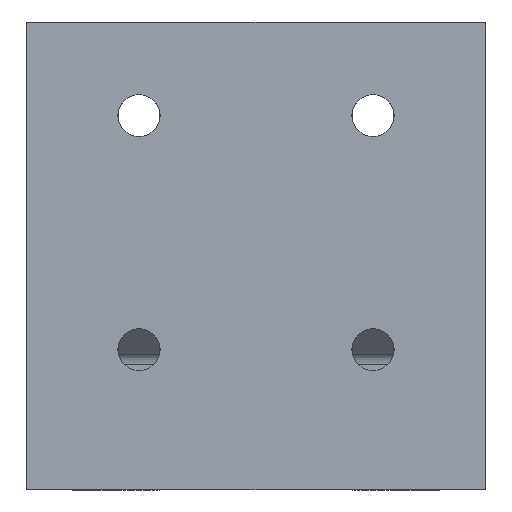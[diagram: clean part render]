
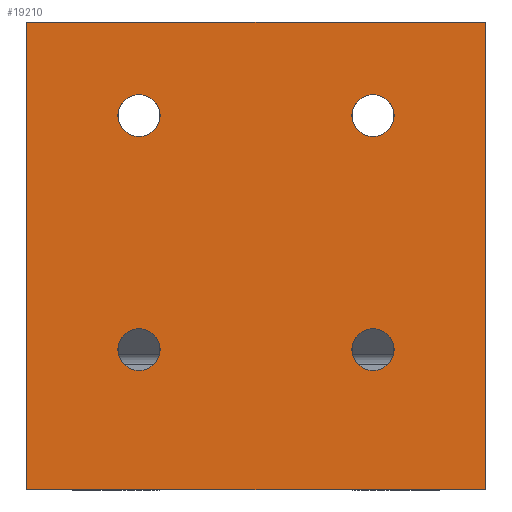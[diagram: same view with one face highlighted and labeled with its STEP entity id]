
A CAD part, front view. The second image highlights one B-rep face of the part: STEP entity #19210.
In plain terms, the highlighted face is planar.
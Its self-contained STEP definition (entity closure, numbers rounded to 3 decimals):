
#120=CARTESIAN_POINT('',(73.,-100.,-90.));
#130=VERTEX_POINT('',#120);
#160=CARTESIAN_POINT('',(0.,-100.,-90.));
#170=DIRECTION('',(-1.,0.,0.));
#180=VECTOR('',#170,1.);
#190=LINE('',#160,#180);
#200=CARTESIAN_POINT('',(-25.,-100.,-90.));
#210=VERTEX_POINT('',#200);
#220=EDGE_CURVE('',#130,#210,#190,.T.);
#1200=CARTESIAN_POINT('',(44.528,-80.5,-90.));
#1210=VERTEX_POINT('',#1200);
#1240=CARTESIAN_POINT('',(49.,-80.,-90.));
#1250=DIRECTION('',(0.,0.,1.));
#1260=DIRECTION('',(1.,0.,0.));
#1270=AXIS2_PLACEMENT_3D('',#1240,#1250,#1260);
#1280=CIRCLE('',#1270,4.5);
#1290=CARTESIAN_POINT('',(53.472,-80.5,-90.));
#1300=VERTEX_POINT('',#1290);
#1310=EDGE_CURVE('',#1210,#1300,#1280,.T.);
#4820=CARTESIAN_POINT('',(44.528,-30.5,-90.));
#4830=VERTEX_POINT('',#4820);
#4860=CARTESIAN_POINT('',(49.,-30.,-90.));
#4870=DIRECTION('',(0.,0.,1.));
#4880=DIRECTION('',(1.,0.,0.));
#4890=AXIS2_PLACEMENT_3D('',#4860,#4870,#4880);
#4900=CIRCLE('',#4890,4.5);
#4910=CARTESIAN_POINT('',(53.472,-30.5,-90.));
#4920=VERTEX_POINT('',#4910);
#4930=EDGE_CURVE('',#4830,#4920,#4900,.T.);
#6510=CARTESIAN_POINT('',(-5.472,-30.5,-90.));
#6520=VERTEX_POINT('',#6510);
#6550=CARTESIAN_POINT('',(-1.,-30.,-90.));
#6560=DIRECTION('',(0.,0.,1.));
#6570=DIRECTION('',(1.,0.,0.));
#6580=AXIS2_PLACEMENT_3D('',#6550,#6560,#6570);
#6590=CIRCLE('',#6580,4.5);
#6600=CARTESIAN_POINT('',(3.472,-30.5,-90.));
#6610=VERTEX_POINT('',#6600);
#6620=EDGE_CURVE('',#6520,#6610,#6590,.T.);
#7920=CARTESIAN_POINT('',(-5.472,-29.5,-90.));
#7930=VERTEX_POINT('',#7920);
#7960=CARTESIAN_POINT('',(-1.,-30.,-90.));
#7970=DIRECTION('',(0.,0.,-1.));
#7980=DIRECTION('',(1.,0.,0.));
#7990=AXIS2_PLACEMENT_3D('',#7960,#7970,#7980);
#8000=CIRCLE('',#7990,4.5);
#8010=EDGE_CURVE('',#6520,#7930,#8000,.T.);
#8900=CARTESIAN_POINT('',(-5.472,-80.5,-90.));
#8910=VERTEX_POINT('',#8900);
#8940=CARTESIAN_POINT('',(-1.,-80.,-90.));
#8950=DIRECTION('',(0.,0.,1.));
#8960=DIRECTION('',(1.,0.,0.));
#8970=AXIS2_PLACEMENT_3D('',#8940,#8950,#8960);
#8980=CIRCLE('',#8970,4.5);
#8990=CARTESIAN_POINT('',(3.472,-80.5,-90.));
#9000=VERTEX_POINT('',#8990);
#9010=EDGE_CURVE('',#8910,#9000,#8980,.T.);
#15450=CARTESIAN_POINT('',(3.472,-79.5,-90.));
#15460=VERTEX_POINT('',#15450);
#15500=CARTESIAN_POINT('',(-1.,-80.,-90.));
#15510=DIRECTION('',(0.,0.,-1.));
#15520=DIRECTION('',(1.,0.,0.));
#15530=AXIS2_PLACEMENT_3D('',#15500,#15510,#15520);
#15540=CIRCLE('',#15530,4.5);
#15550=EDGE_CURVE('',#15460,#9000,#15540,.T.);
#17060=CARTESIAN_POINT('',(-25.,0.,-90.));
#17070=VERTEX_POINT('',#17060);
#17100=CARTESIAN_POINT('',(0.,0.,-90.));
#17110=DIRECTION('',(-1.,0.,0.));
#17120=VECTOR('',#17110,1.);
#17130=LINE('',#17100,#17120);
#17140=CARTESIAN_POINT('',(73.,0.,-90.));
#17150=VERTEX_POINT('',#17140);
#17160=EDGE_CURVE('',#17150,#17070,#17130,.T.);
#18370=CARTESIAN_POINT('',(53.472,-79.5,-90.));
#18380=VERTEX_POINT('',#18370);
#18420=CARTESIAN_POINT('',(49.,-80.,-90.));
#18430=DIRECTION('',(0.,0.,-1.));
#18440=DIRECTION('',(1.,0.,0.));
#18450=AXIS2_PLACEMENT_3D('',#18420,#18430,#18440);
#18460=CIRCLE('',#18450,4.5);
#18470=EDGE_CURVE('',#18380,#1300,#18460,.T.);
#18520=CARTESIAN_POINT('',(129.,-9.,-90.));
#18530=DIRECTION('',(-0.,0.,-1.));
#18540=DIRECTION('',(0.,-1.,0.));
#18550=AXIS2_PLACEMENT_3D('',#18520,#18530,#18540);
#18560=PLANE('',#18550);
#18570=ORIENTED_EDGE('',*,*,#6620,.T.);
#18580=ORIENTED_EDGE('',*,*,#8010,.F.);
#18590=CARTESIAN_POINT('',(3.472,-29.5,-90.));
#18600=VERTEX_POINT('',#18590);
#18610=EDGE_CURVE('',#18600,#7930,#6590,.T.);
#18620=ORIENTED_EDGE('',*,*,#18610,.T.);
#18630=EDGE_CURVE('',#18600,#6610,#8000,.T.);
#18640=ORIENTED_EDGE('',*,*,#18630,.F.);
#18650=EDGE_LOOP('',(#18640,#18620,#18580,#18570));
#18660=FACE_BOUND('',#18650,.T.);
#18670=ORIENTED_EDGE('',*,*,#18470,.F.);
#18680=ORIENTED_EDGE('',*,*,#1310,.T.);
#18690=CARTESIAN_POINT('',(44.528,-79.5,-90.));
#18700=VERTEX_POINT('',#18690);
#18710=EDGE_CURVE('',#1210,#18700,#18460,.T.);
#18720=ORIENTED_EDGE('',*,*,#18710,.F.);
#18730=EDGE_CURVE('',#18380,#18700,#1280,.T.);
#18740=ORIENTED_EDGE('',*,*,#18730,.T.);
#18750=EDGE_LOOP('',(#18740,#18720,#18680,#18670));
#18760=FACE_BOUND('',#18750,.T.);
#18770=CARTESIAN_POINT('',(49.,-30.,-90.));
#18780=DIRECTION('',(0.,0.,-1.));
#18790=DIRECTION('',(1.,0.,0.));
#18800=AXIS2_PLACEMENT_3D('',#18770,#18780,#18790);
#18810=CIRCLE('',#18800,4.5);
#18820=CARTESIAN_POINT('',(53.472,-29.5,-90.));
#18830=VERTEX_POINT('',#18820);
#18840=EDGE_CURVE('',#18830,#4920,#18810,.T.);
#18850=ORIENTED_EDGE('',*,*,#18840,.F.);
#18860=ORIENTED_EDGE('',*,*,#4930,.T.);
#18870=CARTESIAN_POINT('',(44.528,-29.5,-90.));
#18880=VERTEX_POINT('',#18870);
#18890=EDGE_CURVE('',#4830,#18880,#18810,.T.);
#18900=ORIENTED_EDGE('',*,*,#18890,.F.);
#18910=EDGE_CURVE('',#18830,#18880,#4900,.T.);
#18920=ORIENTED_EDGE('',*,*,#18910,.T.);
#18930=EDGE_LOOP('',(#18920,#18900,#18860,#18850));
#18940=FACE_BOUND('',#18930,.T.);
#18950=ORIENTED_EDGE('',*,*,#17160,.F.);
#18960=CARTESIAN_POINT('',(-25.,-8.,-90.));
#18970=DIRECTION('',(0.,-1.,0.));
#18980=VECTOR('',#18970,1.);
#18990=LINE('',#18960,#18980);
#19000=EDGE_CURVE('',#17070,#210,#18990,.T.);
#19010=ORIENTED_EDGE('',*,*,#19000,.F.);
#19020=ORIENTED_EDGE('',*,*,#220,.T.);
#19030=CARTESIAN_POINT('',(73.,-8.,-90.));
#19040=DIRECTION('',(0.,-1.,0.));
#19050=VECTOR('',#19040,1.);
#19060=LINE('',#19030,#19050);
#19070=EDGE_CURVE('',#17150,#130,#19060,.T.);
#19080=ORIENTED_EDGE('',*,*,#19070,.T.);
#19090=EDGE_LOOP('',(#19080,#19020,#19010,#18950));
#19100=FACE_OUTER_BOUND('',#19090,.T.);
#19110=ORIENTED_EDGE('',*,*,#9010,.T.);
#19120=CARTESIAN_POINT('',(-5.472,-79.5,-90.));
#19130=VERTEX_POINT('',#19120);
#19140=EDGE_CURVE('',#8910,#19130,#15540,.T.);
#19150=ORIENTED_EDGE('',*,*,#19140,.F.);
#19160=EDGE_CURVE('',#15460,#19130,#8980,.T.);
#19170=ORIENTED_EDGE('',*,*,#19160,.T.);
#19180=ORIENTED_EDGE('',*,*,#15550,.F.);
#19190=EDGE_LOOP('',(#19180,#19170,#19150,#19110));
#19200=FACE_BOUND('',#19190,.T.);
#19210=ADVANCED_FACE('',(#18660,#18760,#18940,#19100,#19200),#18560,.T.)
;
